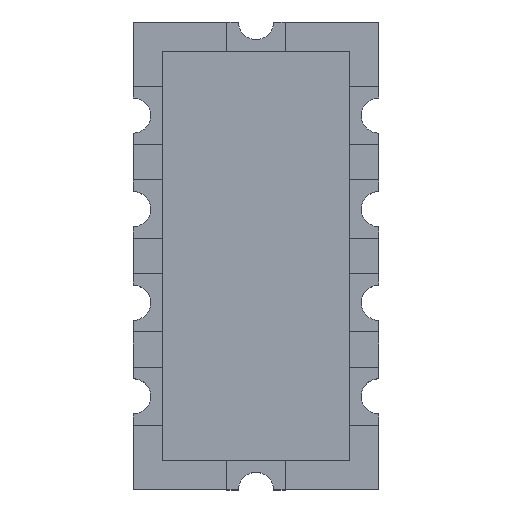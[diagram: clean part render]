
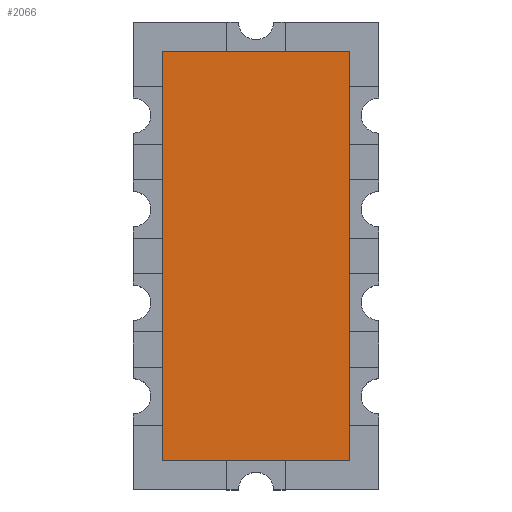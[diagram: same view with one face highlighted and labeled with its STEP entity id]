
A CAD part, top view. The second image highlights one B-rep face of the part: STEP entity #2066.
In plain terms, the highlighted planar face has unit normal (0, 0, 1).
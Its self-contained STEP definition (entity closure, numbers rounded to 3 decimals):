
#1946=CARTESIAN_POINT('',(-0.8,1.75,0.65));
#1947=VERTEX_POINT('',#1946);
#1954=CARTESIAN_POINT('',(0.8,1.75,0.65));
#1955=VERTEX_POINT('',#1954);
#1956=CARTESIAN_POINT('',(-0.8,1.75,0.65));
#1957=DIRECTION('',(1.0,0.0,0.0));
#1958=VECTOR('',#1957,1.6);
#1959=LINE('',#1956,#1958);
#1960=EDGE_CURVE('',#1947,#1955,#1959,.T.);
#1984=CARTESIAN_POINT('',(-0.8,-1.75,0.65));
#1985=VERTEX_POINT('',#1984);
#1992=CARTESIAN_POINT('',(-0.8,-1.75,0.65));
#1993=DIRECTION('',(0.0,1.0,0.0));
#1994=VECTOR('',#1993,3.5);
#1995=LINE('',#1992,#1994);
#1996=EDGE_CURVE('',#1985,#1947,#1995,.T.);
#2015=CARTESIAN_POINT('',(0.8,-1.75,0.65));
#2016=VERTEX_POINT('',#2015);
#2023=CARTESIAN_POINT('',(0.8,-1.75,0.65));
#2024=DIRECTION('',(-1.0,0.0,0.0));
#2025=VECTOR('',#2024,1.6);
#2026=LINE('',#2023,#2025);
#2027=EDGE_CURVE('',#2016,#1985,#2026,.T.);
#2045=CARTESIAN_POINT('',(0.8,1.75,0.65));
#2046=DIRECTION('',(0.0,-1.0,0.0));
#2047=VECTOR('',#2046,3.5);
#2048=LINE('',#2045,#2047);
#2049=EDGE_CURVE('',#1955,#2016,#2048,.T.);
#2055=CARTESIAN_POINT('',(0.,0.,0.65));
#2056=DIRECTION('',(0.0,0.0,1.0));
#2057=DIRECTION('',(0.0,1.0,0.0));
#2058=AXIS2_PLACEMENT_3D('',#2055,#2056,#2057);
#2059=PLANE('',#2058);
#2060=ORIENTED_EDGE('',*,*,#2049,.F.);
#2061=ORIENTED_EDGE('',*,*,#1960,.F.);
#2062=ORIENTED_EDGE('',*,*,#1996,.F.);
#2063=ORIENTED_EDGE('',*,*,#2027,.F.);
#2064=EDGE_LOOP('',(#2060,#2061,#2062,#2063));
#2065=FACE_OUTER_BOUND('',#2064,.T.);
#2066=ADVANCED_FACE('',(#2065),#2059,.T.);
